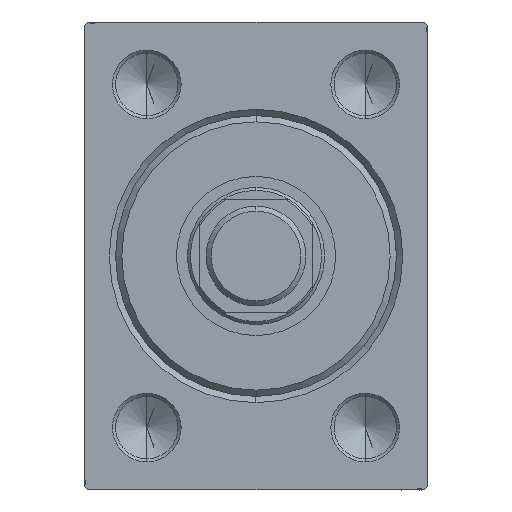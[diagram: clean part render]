
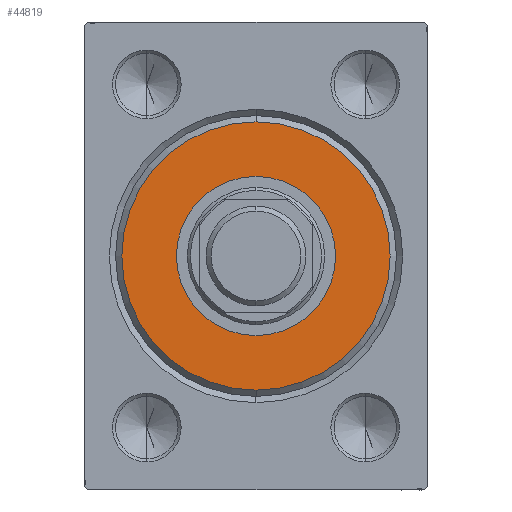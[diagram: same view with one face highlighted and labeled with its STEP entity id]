
A CAD part, left-side view. The second image highlights one B-rep face of the part: STEP entity #44819.
In plain terms, the highlighted face is planar.
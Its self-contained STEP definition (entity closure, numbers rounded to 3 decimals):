
#1670 = VERTEX_POINT ( 'NONE', #17774 ) ;
#1966 = CIRCLE ( 'NONE', #39348, 21.5 ) ;
#3332 = DIRECTION ( 'NONE',  ( 0., 0., -1. ) ) ;
#4220 = FACE_BOUND ( 'NONE', #11234, .T. ) ;
#4341 = CARTESIAN_POINT ( 'NONE',  ( 3., 0., 12.75 ) ) ;
#4435 = DIRECTION ( 'NONE',  ( 1., 0., 0. ) ) ;
#4857 = AXIS2_PLACEMENT_3D ( 'NONE', #25324, #4435, #42525 ) ;
#4923 = DIRECTION ( 'NONE',  ( 1., 0., 0. ) ) ;
#5192 = CARTESIAN_POINT ( 'NONE',  ( 3., 0., 0. ) ) ;
#6481 = ORIENTED_EDGE ( 'NONE', *, *, #18549, .T. ) ;
#8288 = EDGE_CURVE ( 'NONE', #31684, #1670, #37676, .T. ) ;
#9072 = DIRECTION ( 'NONE',  ( -1., 0., 0. ) ) ;
#9688 = EDGE_CURVE ( 'NONE', #24425, #16436, #12752, .T. ) ;
#11234 = EDGE_LOOP ( 'NONE', ( #16100, #22999 ) ) ;
#12455 = CARTESIAN_POINT ( 'NONE',  ( 3., 0., 21.5 ) ) ;
#12752 = CIRCLE ( 'NONE', #14229, 21.5 ) ;
#14229 = AXIS2_PLACEMENT_3D ( 'NONE', #28105, #17316, #3332 ) ;
#15419 = CARTESIAN_POINT ( 'NONE',  ( 3., 0., 0. ) ) ;
#16100 = ORIENTED_EDGE ( 'NONE', *, *, #8288, .T. ) ;
#16436 = VERTEX_POINT ( 'NONE', #12455 ) ;
#17316 = DIRECTION ( 'NONE',  ( 1., 0., 0. ) ) ;
#17774 = CARTESIAN_POINT ( 'NONE',  ( 3., 0., -12.75 ) ) ;
#18549 = EDGE_CURVE ( 'NONE', #16436, #24425, #1966, .T. ) ;
#19090 = DIRECTION ( 'NONE',  ( 0., 0., -1. ) ) ;
#19820 = ORIENTED_EDGE ( 'NONE', *, *, #9688, .T. ) ;
#21580 = CIRCLE ( 'NONE', #35531, 12.75 ) ;
#21882 = PLANE ( 'NONE',  #4857 ) ;
#22081 = DIRECTION ( 'NONE',  ( -1., 0., 0. ) ) ;
#22999 = ORIENTED_EDGE ( 'NONE', *, *, #24125, .T. ) ;
#24125 = EDGE_CURVE ( 'NONE', #1670, #31684, #21580, .T. ) ;
#24425 = VERTEX_POINT ( 'NONE', #30364 ) ;
#25324 = CARTESIAN_POINT ( 'NONE',  ( 3., 0., 0. ) ) ;
#28105 = CARTESIAN_POINT ( 'NONE',  ( 3., 0., 0. ) ) ;
#29762 = DIRECTION ( 'NONE',  ( 0., 0., -1. ) ) ;
#30364 = CARTESIAN_POINT ( 'NONE',  ( 3., 0., -21.5 ) ) ;
#31684 = VERTEX_POINT ( 'NONE', #4341 ) ;
#35531 = AXIS2_PLACEMENT_3D ( 'NONE', #5192, #9072, #29762 ) ;
#36103 = EDGE_LOOP ( 'NONE', ( #6481, #19820 ) ) ;
#37676 = CIRCLE ( 'NONE', #43451, 12.75 ) ;
#39348 = AXIS2_PLACEMENT_3D ( 'NONE', #40473, #4923, #40703 ) ;
#40473 = CARTESIAN_POINT ( 'NONE',  ( 3., 0., 0. ) ) ;
#40703 = DIRECTION ( 'NONE',  ( 0., 0., -1. ) ) ;
#42525 = DIRECTION ( 'NONE',  ( 0., 0., -1. ) ) ;
#42744 = FACE_OUTER_BOUND ( 'NONE', #36103, .T. ) ;
#43451 = AXIS2_PLACEMENT_3D ( 'NONE', #15419, #22081, #19090 ) ;
#44819 = ADVANCED_FACE ( 'NONE', ( #42744, #4220 ), #21882, .T. ) ;
